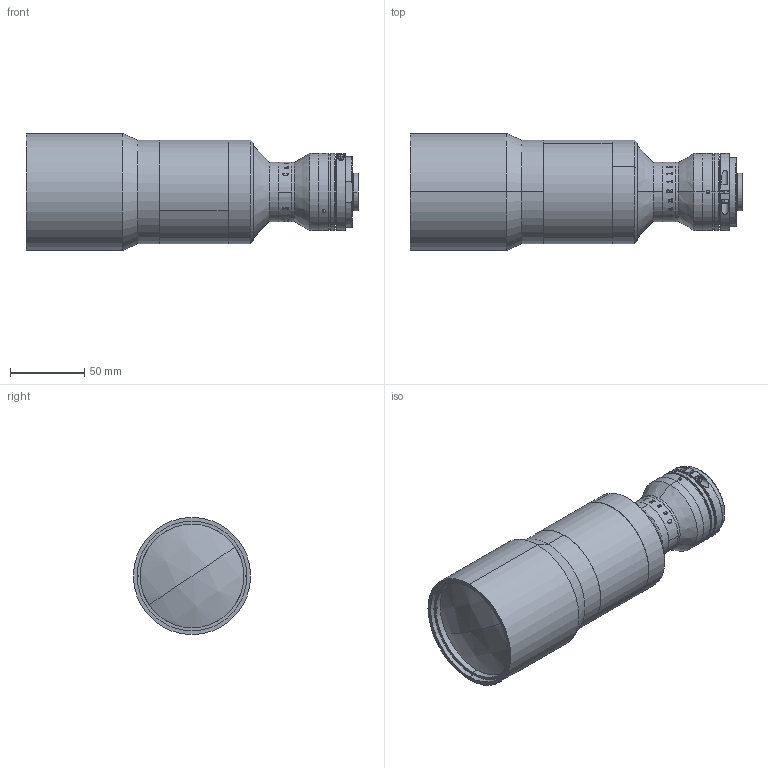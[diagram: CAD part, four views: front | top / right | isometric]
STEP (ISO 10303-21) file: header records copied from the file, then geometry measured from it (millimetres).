
FILE_DESCRIPTION (( 'STEP AP203' ), '1' );
FILE_NAME ('XF-PTL05516-C-(HD).STEP', '2019-02-14T07:55:57', ( 'zhanghp' ), ( '' ), 'SwSTEP 2.0', 'SolidWorks 2014', '' );
FILE_SCHEMA (( 'CONFIG_CONTROL_DESIGN' ));
Length unit declared in the file: millimetre
Products named in the file (1): XF-PTL05516-C-(HD)
Bounding box: 224.03 x 79 x 79 mm (x, y, z)
Surface area: 71432.7 mm2 (no closed solid volume)
Topology: 0 solids, 37 shells, 161 faces, 919 edges, 798 vertices
Faces by surface type: cylinder 82, plane 55, cone 10, torus 10, sphere 4
Entity records: 15086 total; most frequent: CARTESIAN_POINT 8353, DIRECTION 1285, ORIENTED_EDGE 1176, EDGE_CURVE 917, VERTEX_POINT 798, AXIS2_PLACEMENT_3D 502, CIRCLE 340, B_SPLINE_CURVE_WITH_KNOTS 296
